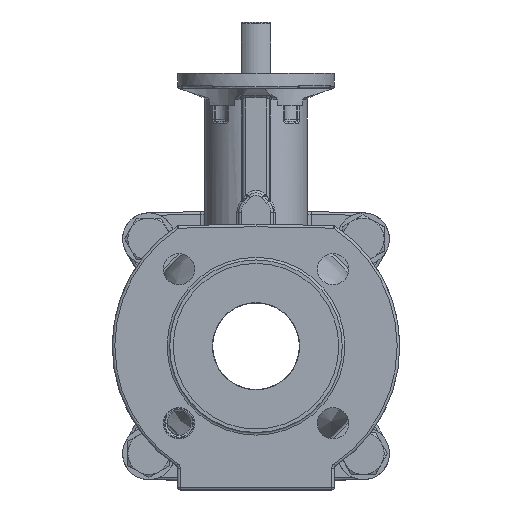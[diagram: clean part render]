
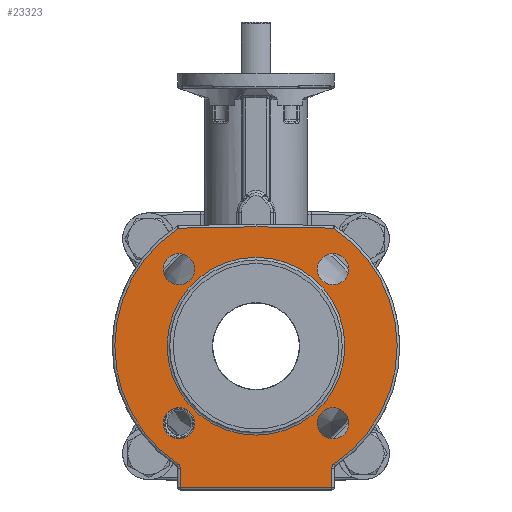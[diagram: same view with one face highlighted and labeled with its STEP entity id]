
A CAD part, left-side view. The second image highlights one B-rep face of the part: STEP entity #23323.
In plain terms, the highlighted planar face has unit normal (-1, 0, 0).
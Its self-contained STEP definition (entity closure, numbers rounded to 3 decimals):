
#563=FACE_BOUND('',#6666,.T.);
#564=FACE_BOUND('',#6667,.T.);
#565=FACE_BOUND('',#6668,.T.);
#566=FACE_BOUND('',#6669,.T.);
#567=FACE_BOUND('',#6670,.T.);
#1060=PLANE('',#25089);
#2633=LINE('',#44044,#3950);
#2634=LINE('',#44046,#3951);
#2635=LINE('',#44052,#3952);
#2636=LINE('',#44054,#3953);
#2637=LINE('',#44055,#3954);
#3950=VECTOR('',#29507,10.);
#3951=VECTOR('',#29508,10.);
#3952=VECTOR('',#29513,10.);
#3953=VECTOR('',#29514,10.);
#3954=VECTOR('',#29515,10.);
#5162=FACE_OUTER_BOUND('',#6665,.T.);
#6665=EDGE_LOOP('',(#19258,#19259,#19260,#19261,#19262,#19263,#19264,#19265,
#19266));
#6666=EDGE_LOOP('',(#19267));
#6667=EDGE_LOOP('',(#19268));
#6668=EDGE_LOOP('',(#19269));
#6669=EDGE_LOOP('',(#19270));
#6670=EDGE_LOOP('',(#19271));
#7620=CIRCLE('',#24532,51.);
#7874=CIRCLE('',#25090,3.);
#7875=CIRCLE('',#25091,81.);
#7876=CIRCLE('',#25092,81.);
#7877=CIRCLE('',#25093,3.);
#7878=CIRCLE('',#25094,9.);
#7879=CIRCLE('',#25095,9.);
#7880=CIRCLE('',#25096,9.);
#7881=CIRCLE('',#25097,9.);
#9916=VERTEX_POINT('',#35937);
#10886=VERTEX_POINT('',#44038);
#10887=VERTEX_POINT('',#44039);
#10888=VERTEX_POINT('',#44041);
#10889=VERTEX_POINT('',#44043);
#10890=VERTEX_POINT('',#44045);
#10891=VERTEX_POINT('',#44047);
#10892=VERTEX_POINT('',#44049);
#10893=VERTEX_POINT('',#44051);
#10894=VERTEX_POINT('',#44053);
#10895=VERTEX_POINT('',#44056);
#10896=VERTEX_POINT('',#44058);
#10897=VERTEX_POINT('',#44060);
#10898=VERTEX_POINT('',#44062);
#12460=EDGE_CURVE('',#9916,#9916,#7620,.T.);
#13919=EDGE_CURVE('',#10886,#10887,#7874,.T.);
#13920=EDGE_CURVE('',#10888,#10886,#7875,.T.);
#13921=EDGE_CURVE('',#10889,#10888,#2633,.T.);
#13922=EDGE_CURVE('',#10890,#10889,#2634,.T.);
#13923=EDGE_CURVE('',#10891,#10890,#7876,.T.);
#13924=EDGE_CURVE('',#10892,#10891,#7877,.T.);
#13925=EDGE_CURVE('',#10893,#10892,#2635,.T.);
#13926=EDGE_CURVE('',#10894,#10893,#2636,.T.);
#13927=EDGE_CURVE('',#10887,#10894,#2637,.T.);
#13928=EDGE_CURVE('',#10895,#10895,#7878,.T.);
#13929=EDGE_CURVE('',#10896,#10896,#7879,.T.);
#13930=EDGE_CURVE('',#10897,#10897,#7880,.T.);
#13931=EDGE_CURVE('',#10898,#10898,#7881,.T.);
#19258=ORIENTED_EDGE('',*,*,#13919,.F.);
#19259=ORIENTED_EDGE('',*,*,#13920,.F.);
#19260=ORIENTED_EDGE('',*,*,#13921,.F.);
#19261=ORIENTED_EDGE('',*,*,#13922,.F.);
#19262=ORIENTED_EDGE('',*,*,#13923,.F.);
#19263=ORIENTED_EDGE('',*,*,#13924,.F.);
#19264=ORIENTED_EDGE('',*,*,#13925,.F.);
#19265=ORIENTED_EDGE('',*,*,#13926,.F.);
#19266=ORIENTED_EDGE('',*,*,#13927,.F.);
#19267=ORIENTED_EDGE('',*,*,#13928,.T.);
#19268=ORIENTED_EDGE('',*,*,#13929,.T.);
#19269=ORIENTED_EDGE('',*,*,#13930,.T.);
#19270=ORIENTED_EDGE('',*,*,#13931,.T.);
#19271=ORIENTED_EDGE('',*,*,#12460,.F.);
#23323=ADVANCED_FACE('',(#5162,#563,#564,#565,#566,#567),#1060,.T.);
#24532=AXIS2_PLACEMENT_3D('',#35938,#27708,#27709);
#25089=AXIS2_PLACEMENT_3D('',#44037,#29501,#29502);
#25090=AXIS2_PLACEMENT_3D('',#44040,#29503,#29504);
#25091=AXIS2_PLACEMENT_3D('',#44042,#29505,#29506);
#25092=AXIS2_PLACEMENT_3D('',#44048,#29509,#29510);
#25093=AXIS2_PLACEMENT_3D('',#44050,#29511,#29512);
#25094=AXIS2_PLACEMENT_3D('',#44057,#29516,#29517);
#25095=AXIS2_PLACEMENT_3D('',#44059,#29518,#29519);
#25096=AXIS2_PLACEMENT_3D('',#44061,#29520,#29521);
#25097=AXIS2_PLACEMENT_3D('',#44063,#29522,#29523);
#27708=DIRECTION('center_axis',(-1.,0.,0.));
#27709=DIRECTION('ref_axis',(0.,0.,1.));
#29501=DIRECTION('center_axis',(-1.,0.,0.));
#29502=DIRECTION('ref_axis',(0.,0.,1.));
#29503=DIRECTION('center_axis',(-1.,0.,0.));
#29504=DIRECTION('ref_axis',(0.,0.881,0.472));
#29505=DIRECTION('center_axis',(1.,0.,0.));
#29506=DIRECTION('ref_axis',(0.,-1.,0.001));
#29507=DIRECTION('',(0.,-1.,-0.017));
#29508=DIRECTION('',(0.,-1.,0.017));
#29509=DIRECTION('center_axis',(1.,0.,0.));
#29510=DIRECTION('ref_axis',(0.,1.,0.001));
#29511=DIRECTION('center_axis',(-1.,0.,0.));
#29512=DIRECTION('ref_axis',(0.,-0.881,0.472));
#29513=DIRECTION('',(0.,0.,1.));
#29514=DIRECTION('',(0.,1.,0.));
#29515=DIRECTION('',(0.,0.,-1.));
#29516=DIRECTION('center_axis',(1.,0.,0.));
#29517=DIRECTION('ref_axis',(0.,1.,0.));
#29518=DIRECTION('center_axis',(1.,0.,0.));
#29519=DIRECTION('ref_axis',(0.,0.,-1.));
#29520=DIRECTION('center_axis',(1.,0.,0.));
#29521=DIRECTION('ref_axis',(0.,-1.,0.));
#29522=DIRECTION('center_axis',(1.,0.,0.));
#29523=DIRECTION('ref_axis',(0.,0.,1.));
#35937=CARTESIAN_POINT('',(-82.,0.,-51.));
#35938=CARTESIAN_POINT('Origin',(-82.,0.,0.));
#44037=CARTESIAN_POINT('Origin',(-82.,0.,51.));
#44038=CARTESIAN_POINT('',(-82.,-44.839,-67.457));
#44039=CARTESIAN_POINT('',(-82.,-43.5,-69.955));
#44040=CARTESIAN_POINT('Origin',(-82.,-46.5,-69.955));
#44041=CARTESIAN_POINT('',(-82.,-44.435,67.724));
#44042=CARTESIAN_POINT('Origin',(-82.,0.,0.));
#44043=CARTESIAN_POINT('',(-82.,0.,68.5));
#44044=CARTESIAN_POINT('',(-82.,-24.864,68.066));
#44045=CARTESIAN_POINT('',(-82.,44.435,67.724));
#44046=CARTESIAN_POINT('',(-82.,0.14,68.497));
#44047=CARTESIAN_POINT('',(-82.,44.839,-67.457));
#44048=CARTESIAN_POINT('Origin',(-82.,0.,0.));
#44049=CARTESIAN_POINT('',(-82.,43.5,-69.955));
#44050=CARTESIAN_POINT('Origin',(-82.,46.5,-69.955));
#44051=CARTESIAN_POINT('',(-82.,43.5,-81.));
#44052=CARTESIAN_POINT('',(-82.,43.5,-15.75));
#44053=CARTESIAN_POINT('',(-82.,-43.5,-81.));
#44054=CARTESIAN_POINT('',(-82.,-22.5,-81.));
#44055=CARTESIAN_POINT('',(-82.,-43.5,-9.073));
#44056=CARTESIAN_POINT('',(-82.,35.194,-44.194));
#44057=CARTESIAN_POINT('Origin',(-82.,44.194,-44.194));
#44058=CARTESIAN_POINT('',(-82.,-44.194,-35.194));
#44059=CARTESIAN_POINT('Origin',(-82.,-44.194,-44.194));
#44060=CARTESIAN_POINT('',(-82.,-35.194,44.194));
#44061=CARTESIAN_POINT('Origin',(-82.,-44.194,44.194));
#44062=CARTESIAN_POINT('',(-82.,44.194,35.194));
#44063=CARTESIAN_POINT('Origin',(-82.,44.194,44.194));
